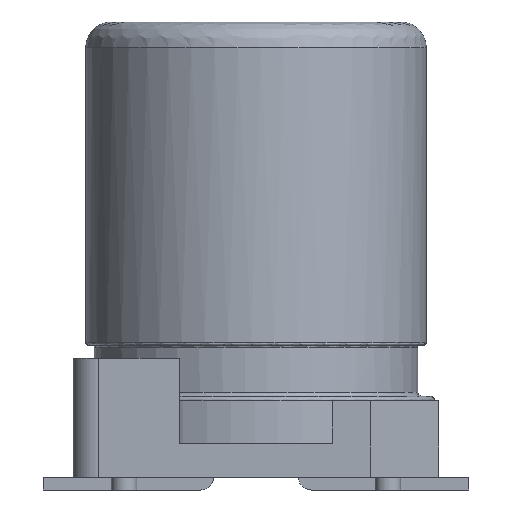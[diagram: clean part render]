
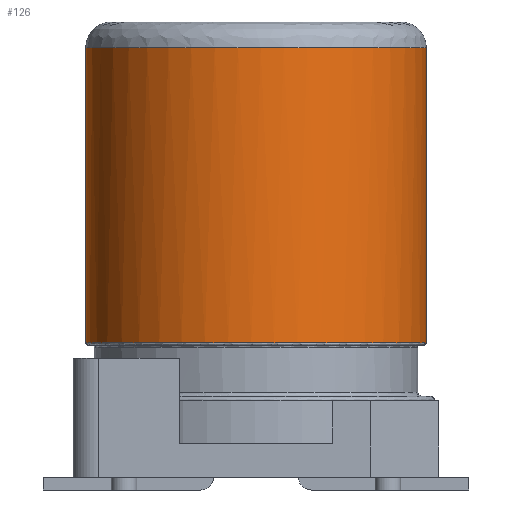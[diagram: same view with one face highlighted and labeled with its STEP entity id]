
A CAD part, front view. The second image highlights one B-rep face of the part: STEP entity #126.
In plain terms, the highlighted cylindrical face has radius 2 mm (diameter 4 mm), a partial arc.
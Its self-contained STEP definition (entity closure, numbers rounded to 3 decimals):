
#126=ADVANCED_FACE('',(#206),#1174,.T.);
#206=FACE_OUTER_BOUND('',#288,.T.);
#288=EDGE_LOOP('',(#410,#411,#412,#413));
#410=ORIENTED_EDGE('',*,*,#723,.F.);
#411=ORIENTED_EDGE('',*,*,#724,.T.);
#412=ORIENTED_EDGE('',*,*,#738,.F.);
#413=ORIENTED_EDGE('',*,*,#743,.F.);
#723=EDGE_CURVE('',#1059,#1071,#903,.T.);
#724=EDGE_CURVE('',#1059,#1056,#904,.T.);
#738=EDGE_CURVE('',#1067,#1056,#918,.T.);
#743=EDGE_CURVE('',#1071,#1067,#923,.T.);
#903=(
BOUNDED_CURVE()
B_SPLINE_CURVE(2,(#1619,#1620,#1621,#1622,#1623),.UNSPECIFIED.,.F.,.F.)
B_SPLINE_CURVE_WITH_KNOTS((3,2,3),(0.,3.094,6.189),
 .UNSPECIFIED.)
CURVE()
GEOMETRIC_REPRESENTATION_ITEM()
RATIONAL_B_SPLINE_CURVE((1.,0.707,1.,0.707,1.))
REPRESENTATION_ITEM('')
);
#904=(
BOUNDED_CURVE()
B_SPLINE_CURVE(1,(#1624,#1625),.UNSPECIFIED.,.F.,.F.)
B_SPLINE_CURVE_WITH_KNOTS((2,2),(1.23,4.7),.UNSPECIFIED.)
CURVE()
GEOMETRIC_REPRESENTATION_ITEM()
RATIONAL_B_SPLINE_CURVE((1.,1.))
REPRESENTATION_ITEM('')
);
#918=(
BOUNDED_CURVE()
B_SPLINE_CURVE(2,(#1678,#1679,#1680,#1681,#1682),.UNSPECIFIED.,.F.,.F.)
B_SPLINE_CURVE_WITH_KNOTS((3,2,3),(5.341,8.011,10.681),
 .UNSPECIFIED.)
CURVE()
GEOMETRIC_REPRESENTATION_ITEM()
RATIONAL_B_SPLINE_CURVE((1.,0.707,1.,0.707,1.))
REPRESENTATION_ITEM('')
);
#923=(
BOUNDED_CURVE()
B_SPLINE_CURVE(1,(#1700,#1701),.UNSPECIFIED.,.F.,.F.)
B_SPLINE_CURVE_WITH_KNOTS((2,2),(1.23,4.7),.UNSPECIFIED.)
CURVE()
GEOMETRIC_REPRESENTATION_ITEM()
RATIONAL_B_SPLINE_CURVE((1.,1.))
REPRESENTATION_ITEM('')
);
#1056=VERTEX_POINT('',#1577);
#1059=VERTEX_POINT('',#1580);
#1067=VERTEX_POINT('',#1588);
#1071=VERTEX_POINT('',#1592);
#1174=CYLINDRICAL_SURFACE('',#1278,2.);
#1278=AXIS2_PLACEMENT_3D('',#1515,#1351,$);
#1351=DIRECTION('',(0.,0.,1.));
#1515=CARTESIAN_POINT('',(0.,0.,3.));
#1577=CARTESIAN_POINT('',(2.,0.,5.2));
#1580=CARTESIAN_POINT('',(2.,0.,1.73));
#1588=CARTESIAN_POINT('',(-2.,0.,5.2));
#1592=CARTESIAN_POINT('',(-2.,0.,1.73));
#1619=CARTESIAN_POINT('',(2.,0.,1.73));
#1620=CARTESIAN_POINT('',(2.,-2.,1.73));
#1621=CARTESIAN_POINT('',(0.,-2.,1.73));
#1622=CARTESIAN_POINT('',(-2.,-2.,1.73));
#1623=CARTESIAN_POINT('',(-2.,0.,1.73));
#1624=CARTESIAN_POINT('',(2.,0.,1.73));
#1625=CARTESIAN_POINT('',(2.,0.,5.2));
#1678=CARTESIAN_POINT('',(-2.,0.,5.2));
#1679=CARTESIAN_POINT('',(-2.,-2.,5.2));
#1680=CARTESIAN_POINT('',(0.,-2.,5.2));
#1681=CARTESIAN_POINT('',(2.,-2.,5.2));
#1682=CARTESIAN_POINT('',(2.,0.,5.2));
#1700=CARTESIAN_POINT('',(-2.,0.,1.73));
#1701=CARTESIAN_POINT('',(-2.,0.,5.2));
